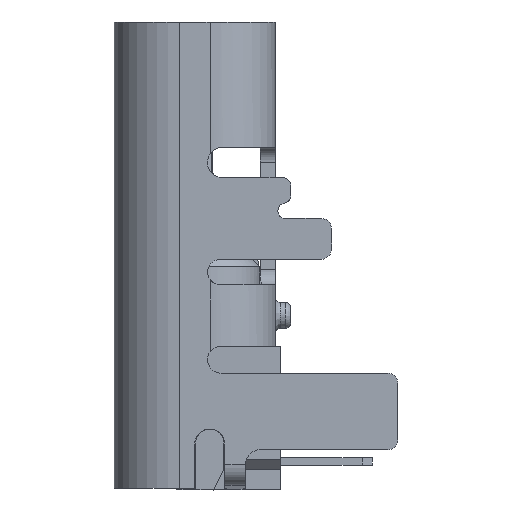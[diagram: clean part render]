
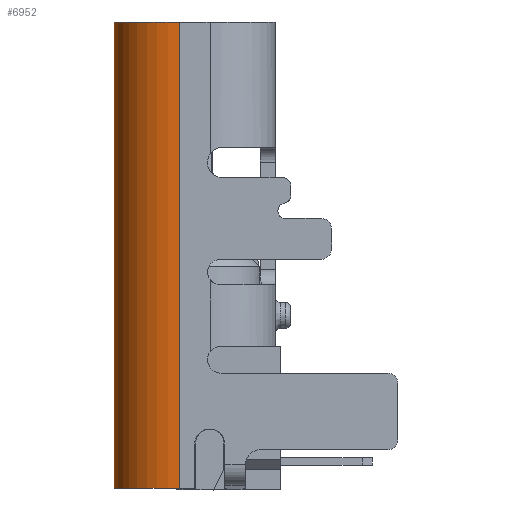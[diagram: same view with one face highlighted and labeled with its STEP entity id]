
A CAD part, left-side view. The second image highlights one B-rep face of the part: STEP entity #6952.
In plain terms, the highlighted cylindrical face has radius 1.28 mm (diameter 2.56 mm), a partial arc.
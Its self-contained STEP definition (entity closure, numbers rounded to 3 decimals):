
#6952 = ADVANCED_FACE( 'NONE', ( #14451 ), #14452, .T. );
#14451 = FACE_OUTER_BOUND( '', #30807, .T. );
#14452 = CYLINDRICAL_SURFACE( '', #30808, 1.28 );
#30807 = EDGE_LOOP( '', ( #54295, #54296, #54297, #54298 ) );
#30808 = AXIS2_PLACEMENT_3D( '', #54299, #54300, #54301 );
#54295 = ORIENTED_EDGE( '', *, *, #59940, .T. );
#54296 = ORIENTED_EDGE( '', *, *, #62683, .T. );
#54297 = ORIENTED_EDGE( '', *, *, #71315, .T. );
#54298 = ORIENTED_EDGE( '', *, *, #60573, .F. );
#54299 = CARTESIAN_POINT( '', ( 3.023, -4.45, -1.28 ) );
#54300 = DIRECTION( '', ( 0., -1., 0. ) );
#54301 = DIRECTION( '', ( 0., 0., -1. ) );
#59940 = EDGE_CURVE( 'NONE', #76659, #76657, #76660, .T. );
#60573 = EDGE_CURVE( 'NONE', #76659, #77817, #77818, .T. );
#62683 = EDGE_CURVE( 'NONE', #76657, #81643, #81645, .T. );
#71315 = EDGE_CURVE( 'NONE', #81643, #77817, #97226, .T. );
#76657 = VERTEX_POINT( 'NONE', #106846 );
#76659 = VERTEX_POINT( 'NONE', #106849 );
#76660 = CIRCLE( '', #106850, 1.28 );
#77817 = VERTEX_POINT( 'NONE', #109076 );
#77818 = LINE( '', #109077, #109078 );
#81643 = VERTEX_POINT( 'NONE', #116269 );
#81645 = LINE( '', #116272, #116273 );
#97226 = CIRCLE( '', #144326, 1.28 );
#106846 = CARTESIAN_POINT( '', ( 4.303, -9.615, -1.28 ) );
#106849 = CARTESIAN_POINT( '', ( 3.023, -9.615, 0. ) );
#106850 = AXIS2_PLACEMENT_3D( '', #155387, #155388, #155389 );
#109076 = CARTESIAN_POINT( '', ( 3.023, -0.475, 0. ) );
#109077 = CARTESIAN_POINT( '', ( 3.023, -6.3, 0. ) );
#109078 = VECTOR( '', #155490, 1000. );
#116269 = CARTESIAN_POINT( '', ( 4.303, -0.475, -1.28 ) );
#116272 = CARTESIAN_POINT( '', ( 4.303, -4.45, -1.28 ) );
#116273 = VECTOR( '', #155764, 1000. );
#144326 = AXIS2_PLACEMENT_3D( '', #156369, #156370, #156371 );
#155387 = CARTESIAN_POINT( '', ( 3.023, -9.615, -1.28 ) );
#155388 = DIRECTION( '', ( 0., 1., 0. ) );
#155389 = DIRECTION( '', ( 0., 0., -1. ) );
#155490 = DIRECTION( '', ( 0., 1., 0. ) );
#155764 = DIRECTION( '', ( 0., 1., 0. ) );
#156369 = CARTESIAN_POINT( '', ( 3.023, -0.475, -1.28 ) );
#156370 = DIRECTION( '', ( 0., -1., 0. ) );
#156371 = DIRECTION( '', ( 0., 0., -1. ) );
